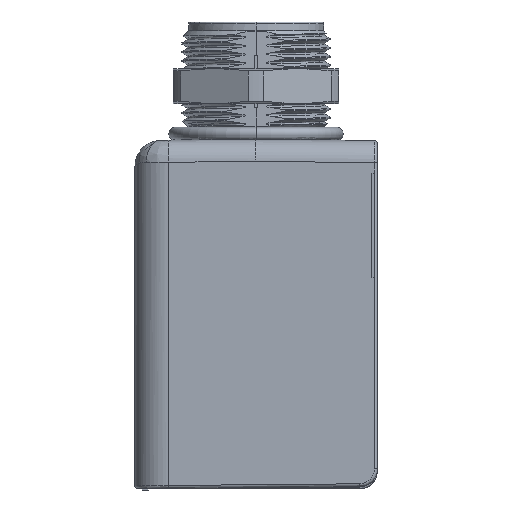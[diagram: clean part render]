
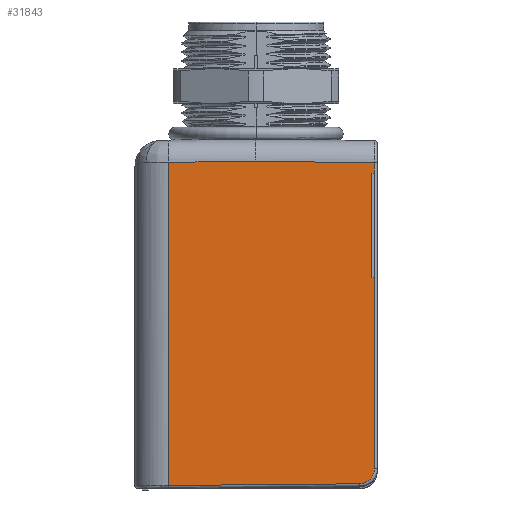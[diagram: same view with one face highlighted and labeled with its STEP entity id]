
A CAD part, left-side view. The second image highlights one B-rep face of the part: STEP entity #31843.
In plain terms, the highlighted planar face has unit normal (-1, 0.026, 0).
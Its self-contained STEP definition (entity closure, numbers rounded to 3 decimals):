
#72 = VECTOR ( 'NONE', #28253, 1000. ) ;
#344 = DIRECTION ( 'NONE',  ( 0., 0., 1. ) ) ;
#2177 = LINE ( 'NONE', #13103, #48796 ) ;
#2962 = CARTESIAN_POINT ( 'NONE',  ( -11.992, -13.592, -40. ) ) ;
#4335 = CARTESIAN_POINT ( 'NONE',  ( -11.634, 0.065, -2.5 ) ) ;
#6015 = ORIENTED_EDGE ( 'NONE', *, *, #17065, .T. ) ;
#7594 = CARTESIAN_POINT ( 'NONE',  ( -12., -13.9, -40. ) ) ;
#8415 = LINE ( 'NONE', #85760, #76836 ) ;
#10606 = EDGE_CURVE ( 'NONE', #15065, #31859, #8415, .T. ) ;
#10741 = ORIENTED_EDGE ( 'NONE', *, *, #67344, .T. ) ;
#11029 = EDGE_CURVE ( 'NONE', #18140, #78003, #11488, .T. ) ;
#11474 = EDGE_CURVE ( 'NONE', #31859, #78003, #84164, .T. ) ;
#11488 = LINE ( 'NONE', #30065, #35285 ) ;
#12697 = VECTOR ( 'NONE', #55663, 1000. ) ;
#13103 = CARTESIAN_POINT ( 'NONE',  ( -12., -13.895, -39.457 ) ) ;
#13646 = VERTEX_POINT ( 'NONE', #44046 ) ;
#14107 = ORIENTED_EDGE ( 'NONE', *, *, #34255, .T. ) ;
#14244 = DIRECTION ( 'NONE',  ( -1., 0.026, 0. ) ) ;
#15065 = VERTEX_POINT ( 'NONE', #73525 ) ;
#15128 = ORIENTED_EDGE ( 'NONE', *, *, #11029, .T. ) ;
#15468 = VERTEX_POINT ( 'NONE', #41421 ) ;
#16207 = CARTESIAN_POINT ( 'NONE',  ( -12.009, -14.226, -2.625 ) ) ;
#17065 = EDGE_CURVE ( 'NONE', #59448, #13646, #32047, .T. ) ;
#18140 = VERTEX_POINT ( 'NONE', #30135 ) ;
#18914 = CARTESIAN_POINT ( 'NONE',  ( -11.374, 10.005, -40. ) ) ;
#19684 = ORIENTED_EDGE ( 'NONE', *, *, #11474, .F. ) ;
#20024 = CARTESIAN_POINT ( 'NONE',  ( -11.992, -13.592, -37.775 ) ) ;
#23561 = LINE ( 'NONE', #27153, #27646 ) ;
#25678 = EDGE_LOOP ( 'NONE', ( #36492, #71477, #14107, #53122, #6015, #47478, #10741, #15128, #19684, #70048 ) ) ;
#27153 = CARTESIAN_POINT ( 'NONE',  ( -11.991, -13.572, -2.381 ) ) ;
#27646 = VECTOR ( 'NONE', #52937, 1000. ) ;
#28253 = DIRECTION ( 'NONE',  ( -0.026, -1., 0. ) ) ;
#30065 = CARTESIAN_POINT ( 'NONE',  ( -11.992, -13.592, -40. ) ) ;
#30135 = CARTESIAN_POINT ( 'NONE',  ( -11.992, -13.592, -37.775 ) ) ;
#30328 =( BOUNDED_CURVE ( )  B_SPLINE_CURVE ( 3, ( #66943, #33880, #40537, #20024 ),
 .UNSPECIFIED., .F., .T. ) 
 B_SPLINE_CURVE_WITH_KNOTS ( ( 4, 4 ),
 ( 1.58, 3.142 ),
 .UNSPECIFIED. ) 
 CURVE ( )  GEOMETRIC_REPRESENTATION_ITEM ( )  RATIONAL_B_SPLINE_CURVE ( ( 1., 0.807, 0.807, 1. ) ) 
 REPRESENTATION_ITEM ( '' )  );
#30904 = DIRECTION ( 'NONE',  ( 0., 0., 1. ) ) ;
#31843 = ADVANCED_FACE ( 'NONE', ( #39525 ), #80599, .T. ) ;
#31859 = VERTEX_POINT ( 'NONE', #67833 ) ;
#32047 = LINE ( 'NONE', #18914, #45496 ) ;
#33880 = CARTESIAN_POINT ( 'NONE',  ( -11.974, -12.896, -39.466 ) ) ;
#34255 = EDGE_CURVE ( 'NONE', #66975, #39690, #60954, .T. ) ;
#35285 = VECTOR ( 'NONE', #30904, 1000. ) ;
#36492 = ORIENTED_EDGE ( 'NONE', *, *, #73800, .F. ) ;
#37684 = EDGE_CURVE ( 'NONE', #39690, #59448, #23561, .T. ) ;
#38871 = DIRECTION ( 'NONE',  ( 0.026, 1., 0. ) ) ;
#39525 = FACE_OUTER_BOUND ( 'NONE', #25678, .T. ) ;
#39690 = VERTEX_POINT ( 'NONE', #4335 ) ;
#40537 = CARTESIAN_POINT ( 'NONE',  ( -11.992, -13.592, -38.764 ) ) ;
#41147 = DIRECTION ( 'NONE',  ( 0., 0., -1. ) ) ;
#41421 = CARTESIAN_POINT ( 'NONE',  ( -11.948, -11.907, -39.475 ) ) ;
#44046 = CARTESIAN_POINT ( 'NONE',  ( -11.374, 10.005, -39.666 ) ) ;
#45258 = CARTESIAN_POINT ( 'NONE',  ( -12., -13.9, -3.85 ) ) ;
#45496 = VECTOR ( 'NONE', #41147, 1000. ) ;
#47478 = ORIENTED_EDGE ( 'NONE', *, *, #83831, .T. ) ;
#48606 = DIRECTION ( 'NONE',  ( 0.026, 1., 0.009 ) ) ;
#48796 = VECTOR ( 'NONE', #78610, 1000. ) ;
#49074 = CARTESIAN_POINT ( 'NONE',  ( -11.992, -13.592, -2.619 ) ) ;
#52686 = DIRECTION ( 'NONE',  ( 0., 0., -1. ) ) ;
#52937 = DIRECTION ( 'NONE',  ( 0.026, 1., -0.009 ) ) ;
#53122 = ORIENTED_EDGE ( 'NONE', *, *, #37684, .T. ) ;
#55663 = DIRECTION ( 'NONE',  ( 0., 0., 1. ) ) ;
#58087 = AXIS2_PLACEMENT_3D ( 'NONE', #7594, #14244, #344 ) ;
#59448 = VERTEX_POINT ( 'NONE', #82949 ) ;
#60445 = VERTEX_POINT ( 'NONE', #75990 ) ;
#60954 = LINE ( 'NONE', #16207, #78575 ) ;
#61588 = CARTESIAN_POINT ( 'NONE',  ( -12., -13.9, -15.85 ) ) ;
#63585 = LINE ( 'NONE', #2962, #12697 ) ;
#63902 = LINE ( 'NONE', #45258, #74247 ) ;
#66943 = CARTESIAN_POINT ( 'NONE',  ( -11.948, -11.907, -39.475 ) ) ;
#66975 = VERTEX_POINT ( 'NONE', #49074 ) ;
#67344 = EDGE_CURVE ( 'NONE', #15468, #18140, #30328, .T. ) ;
#67833 = CARTESIAN_POINT ( 'NONE',  ( -11.984, -13.292, -15.85 ) ) ;
#70048 = ORIENTED_EDGE ( 'NONE', *, *, #10606, .F. ) ;
#71477 = ORIENTED_EDGE ( 'NONE', *, *, #79972, .T. ) ;
#73525 = CARTESIAN_POINT ( 'NONE',  ( -11.984, -13.292, -3.85 ) ) ;
#73800 = EDGE_CURVE ( 'NONE', #60445, #15065, #63902, .T. ) ;
#74247 = VECTOR ( 'NONE', #38871, 1000. ) ;
#75990 = CARTESIAN_POINT ( 'NONE',  ( -11.992, -13.592, -3.85 ) ) ;
#76836 = VECTOR ( 'NONE', #52686, 1000. ) ;
#78003 = VERTEX_POINT ( 'NONE', #84430 ) ;
#78575 = VECTOR ( 'NONE', #48606, 1000. ) ;
#78610 = DIRECTION ( 'NONE',  ( -0.026, -1., 0.009 ) ) ;
#79972 = EDGE_CURVE ( 'NONE', #60445, #66975, #63585, .T. ) ;
#80599 = PLANE ( 'NONE',  #58087 ) ;
#82949 = CARTESIAN_POINT ( 'NONE',  ( -11.374, 10.005, -2.587 ) ) ;
#83831 = EDGE_CURVE ( 'NONE', #13646, #15468, #2177, .T. ) ;
#84164 = LINE ( 'NONE', #61588, #72 ) ;
#84430 = CARTESIAN_POINT ( 'NONE',  ( -11.992, -13.592, -15.85 ) ) ;
#85760 = CARTESIAN_POINT ( 'NONE',  ( -11.984, -13.292, -40. ) ) ;
